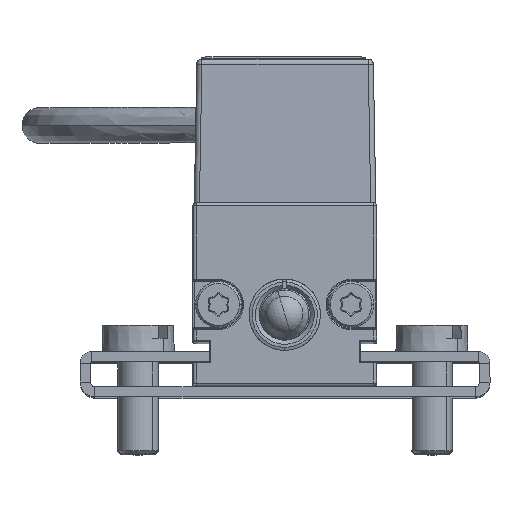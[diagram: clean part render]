
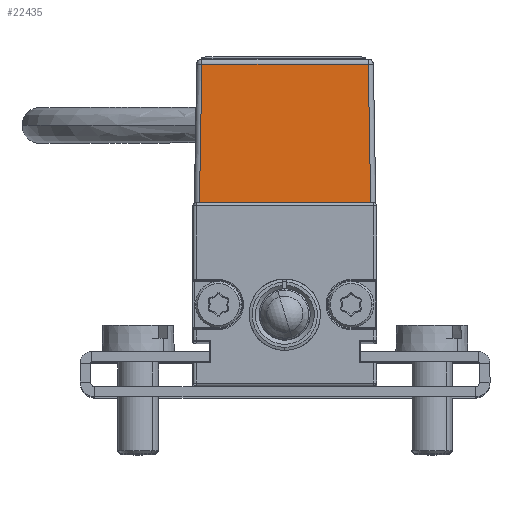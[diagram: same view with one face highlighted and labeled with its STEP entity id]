
A CAD part, top view. The second image highlights one B-rep face of the part: STEP entity #22435.
In plain terms, the highlighted planar face has unit normal (0, 0.018, 1).
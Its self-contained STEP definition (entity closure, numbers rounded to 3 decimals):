
#374 = CARTESIAN_POINT ( 'NONE',  ( 8.421, 18.302, 129.403 ) ) ;
#1058 = VERTEX_POINT ( 'NONE', #23557 ) ;
#2416 = LINE ( 'NONE', #374, #18153 ) ;
#2473 = DIRECTION ( 'NONE',  ( -0.017, 1., -0.017 ) ) ;
#2742 = LINE ( 'NONE', #26150, #12376 ) ;
#2982 = VERTEX_POINT ( 'NONE', #10909 ) ;
#3824 = VECTOR ( 'NONE', #19634, 1000. ) ;
#4126 = VECTOR ( 'NONE', #24474, 1000. ) ;
#5505 = PLANE ( 'NONE',  #14284 ) ;
#5580 = DIRECTION ( 'NONE',  ( 0., 0.017, 1. ) ) ;
#5603 = DIRECTION ( 'NONE',  ( -0.017, -1., 0.017 ) ) ;
#8059 = EDGE_CURVE ( 'NONE', #18717, #2982, #15689, .T. ) ;
#8670 = CARTESIAN_POINT ( 'NONE',  ( -8.366, 18., 129.409 ) ) ;
#8881 = EDGE_CURVE ( 'NONE', #1058, #18717, #2416, .T. ) ;
#9008 = ORIENTED_EDGE ( 'NONE', *, *, #8059, .T. ) ;
#9298 = LINE ( 'NONE', #9335, #3824 ) ;
#9335 = CARTESIAN_POINT ( 'NONE',  ( -8.868, 18., 129.409 ) ) ;
#10909 = CARTESIAN_POINT ( 'NONE',  ( -8.129, 31.583, 129.171 ) ) ;
#11128 = FACE_OUTER_BOUND ( 'NONE', #22750, .T. ) ;
#12376 = VECTOR ( 'NONE', #5603, 1000. ) ;
#12564 = CARTESIAN_POINT ( 'NONE',  ( 8.189, 31.583, 129.171 ) ) ;
#12787 = ORIENTED_EDGE ( 'NONE', *, *, #8881, .T. ) ;
#14284 = AXIS2_PLACEMENT_3D ( 'NONE', #17922, #5580, #19920 ) ;
#15689 = LINE ( 'NONE', #18352, #4126 ) ;
#17922 = CARTESIAN_POINT ( 'NONE',  ( -8.868, 18., 129.409 ) ) ;
#17947 = ORIENTED_EDGE ( 'NONE', *, *, #21949, .T. ) ;
#18153 = VECTOR ( 'NONE', #2473, 1000. ) ;
#18352 = CARTESIAN_POINT ( 'NONE',  ( -8.868, 31.583, 129.171 ) ) ;
#18717 = VERTEX_POINT ( 'NONE', #12564 ) ;
#18756 = VERTEX_POINT ( 'NONE', #8670 ) ;
#19634 = DIRECTION ( 'NONE',  ( 1., 0., 0. ) ) ;
#19920 = DIRECTION ( 'NONE',  ( 0., -1., 0.017 ) ) ;
#20011 = ORIENTED_EDGE ( 'NONE', *, *, #24681, .T. ) ;
#21949 = EDGE_CURVE ( 'NONE', #2982, #18756, #2742, .T. ) ;
#22435 = ADVANCED_FACE ( 'NONE', ( #11128 ), #5505, .T. ) ;
#22750 = EDGE_LOOP ( 'NONE', ( #12787, #9008, #17947, #20011 ) ) ;
#23557 = CARTESIAN_POINT ( 'NONE',  ( 8.426, 18., 129.409 ) ) ;
#24474 = DIRECTION ( 'NONE',  ( -1., 0., 0. ) ) ;
#24681 = EDGE_CURVE ( 'NONE', #18756, #1058, #9298, .T. ) ;
#26150 = CARTESIAN_POINT ( 'NONE',  ( -8.366, 17.991, 129.409 ) ) ;
